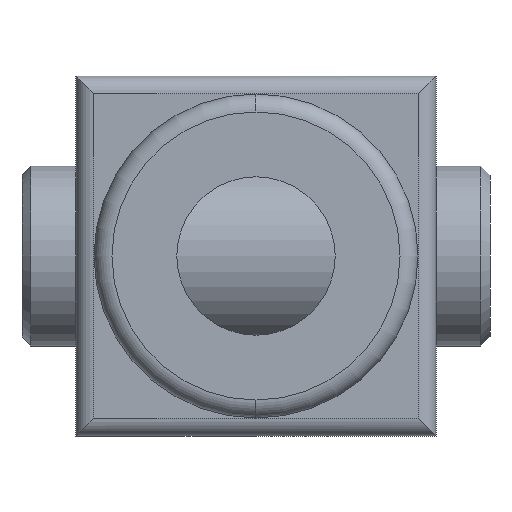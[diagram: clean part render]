
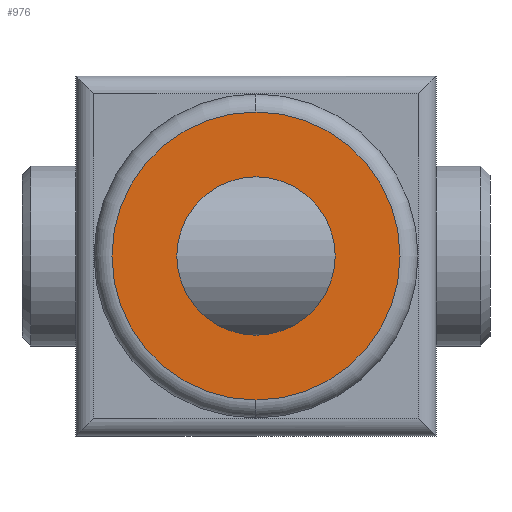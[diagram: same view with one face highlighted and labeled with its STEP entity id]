
A CAD part, left-side view. The second image highlights one B-rep face of the part: STEP entity #976.
In plain terms, the highlighted planar face has unit normal (-1, 0, 0).
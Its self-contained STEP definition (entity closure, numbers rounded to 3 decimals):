
#40 = DIRECTION ( 'NONE',  ( 0., 0., 1. ) ) ;
#41 = CARTESIAN_POINT ( 'NONE',  ( -33.5, 0., 0. ) ) ;
#80 = EDGE_CURVE ( 'NONE', #564, #391, #571, .T. ) ;
#81 = AXIS2_PLACEMENT_3D ( 'NONE', #791, #303, #873 ) ;
#125 = DIRECTION ( 'NONE',  ( 0., 0., 1. ) ) ;
#137 = ORIENTED_EDGE ( 'NONE', *, *, #252, .T. ) ;
#151 = FACE_BOUND ( 'NONE', #399, .T. ) ;
#213 = DIRECTION ( 'NONE',  ( 0., 0., 1. ) ) ;
#237 = CARTESIAN_POINT ( 'NONE',  ( -33.5, 0., -4.4 ) ) ;
#238 = EDGE_CURVE ( 'NONE', #326, #646, #569, .T. ) ;
#251 = AXIS2_PLACEMENT_3D ( 'NONE', #944, #701, #213 ) ;
#252 = EDGE_CURVE ( 'NONE', #391, #564, #1015, .T. ) ;
#260 = AXIS2_PLACEMENT_3D ( 'NONE', #1020, #521, #40 ) ;
#303 = DIRECTION ( 'NONE',  ( -1., 0., 0. ) ) ;
#326 = VERTEX_POINT ( 'NONE', #237 ) ;
#369 = PLANE ( 'NONE',  #251 ) ;
#390 = FACE_OUTER_BOUND ( 'NONE', #698, .T. ) ;
#391 = VERTEX_POINT ( 'NONE', #1069 ) ;
#399 = EDGE_LOOP ( 'NONE', ( #659, #509 ) ) ;
#438 = CARTESIAN_POINT ( 'NONE',  ( -33.5, 0., 4.4 ) ) ;
#461 = DIRECTION ( 'NONE',  ( -1., 0., 0. ) ) ;
#509 = ORIENTED_EDGE ( 'NONE', *, *, #238, .F. ) ;
#521 = DIRECTION ( 'NONE',  ( -1., 0., 0. ) ) ;
#564 = VERTEX_POINT ( 'NONE', #753 ) ;
#569 = CIRCLE ( 'NONE', #1028, 4.4 ) ;
#571 = CIRCLE ( 'NONE', #260, 8. ) ;
#607 = DIRECTION ( 'NONE',  ( -1., 0., 0. ) ) ;
#646 = VERTEX_POINT ( 'NONE', #438 ) ;
#656 = CIRCLE ( 'NONE', #958, 4.4 ) ;
#659 = ORIENTED_EDGE ( 'NONE', *, *, #906, .F. ) ;
#698 = EDGE_LOOP ( 'NONE', ( #137, #726 ) ) ;
#701 = DIRECTION ( 'NONE',  ( -1., 0., 0. ) ) ;
#726 = ORIENTED_EDGE ( 'NONE', *, *, #80, .T. ) ;
#753 = CARTESIAN_POINT ( 'NONE',  ( -33.5, 0., -8. ) ) ;
#791 = CARTESIAN_POINT ( 'NONE',  ( -33.5, 0., 0. ) ) ;
#873 = DIRECTION ( 'NONE',  ( 0., 0., 1. ) ) ;
#906 = EDGE_CURVE ( 'NONE', #646, #326, #656, .T. ) ;
#944 = CARTESIAN_POINT ( 'NONE',  ( -33.5, 0., 0. ) ) ;
#953 = CARTESIAN_POINT ( 'NONE',  ( -33.5, 0., 0. ) ) ;
#958 = AXIS2_PLACEMENT_3D ( 'NONE', #41, #607, #125 ) ;
#976 = ADVANCED_FACE ( 'NONE', ( #151, #390 ), #369, .T. ) ;
#1015 = CIRCLE ( 'NONE', #81, 8. ) ;
#1020 = CARTESIAN_POINT ( 'NONE',  ( -33.5, 0., 0. ) ) ;
#1028 = AXIS2_PLACEMENT_3D ( 'NONE', #953, #461, #1045 ) ;
#1045 = DIRECTION ( 'NONE',  ( 0., 0., 1. ) ) ;
#1069 = CARTESIAN_POINT ( 'NONE',  ( -33.5, 0., 8. ) ) ;
